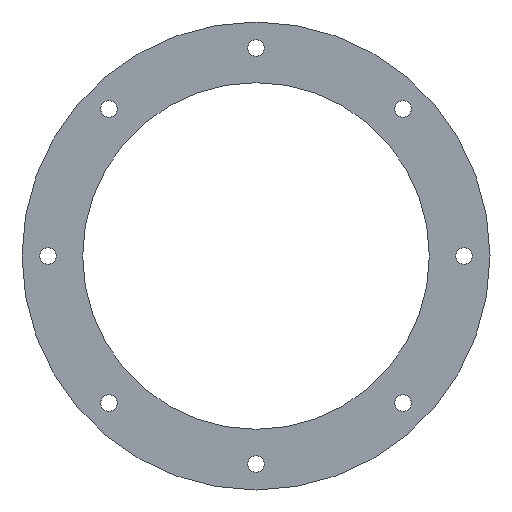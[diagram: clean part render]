
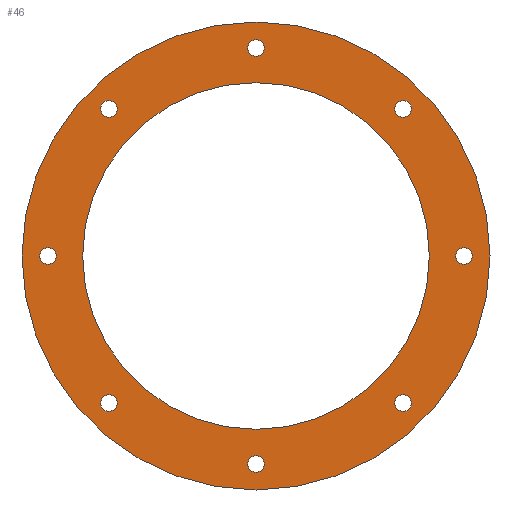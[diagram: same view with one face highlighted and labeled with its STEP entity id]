
A CAD part, left-side view. The second image highlights one B-rep face of the part: STEP entity #46.
In plain terms, the highlighted planar face has unit normal (-1, 0, 0).
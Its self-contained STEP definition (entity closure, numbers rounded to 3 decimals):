
#46 = ADVANCED_FACE( '', ( #97, #98, #99, #100, #101, #102, #103, #104, #105, #106 ), #107, .T. );
#97 = FACE_BOUND( '', #168, .T. );
#98 = FACE_BOUND( '', #169, .T. );
#99 = FACE_BOUND( '', #170, .T. );
#100 = FACE_BOUND( '', #171, .T. );
#101 = FACE_BOUND( '', #172, .T. );
#102 = FACE_BOUND( '', #173, .T. );
#103 = FACE_BOUND( '', #174, .T. );
#104 = FACE_BOUND( '', #175, .T. );
#105 = FACE_BOUND( '', #176, .T. );
#106 = FACE_OUTER_BOUND( '', #177, .T. );
#107 = PLANE( '', #178 );
#168 = EDGE_LOOP( '', ( #243 ) );
#169 = EDGE_LOOP( '', ( #244 ) );
#170 = EDGE_LOOP( '', ( #245 ) );
#171 = EDGE_LOOP( '', ( #246 ) );
#172 = EDGE_LOOP( '', ( #247 ) );
#173 = EDGE_LOOP( '', ( #248 ) );
#174 = EDGE_LOOP( '', ( #249 ) );
#175 = EDGE_LOOP( '', ( #250 ) );
#176 = EDGE_LOOP( '', ( #251 ) );
#177 = EDGE_LOOP( '', ( #252 ) );
#178 = AXIS2_PLACEMENT_3D( '', #253, #254, #255 );
#243 = ORIENTED_EDGE( '', *, *, #316, .T. );
#244 = ORIENTED_EDGE( '', *, *, #317, .T. );
#245 = ORIENTED_EDGE( '', *, *, #308, .T. );
#246 = ORIENTED_EDGE( '', *, *, #305, .T. );
#247 = ORIENTED_EDGE( '', *, *, #302, .T. );
#248 = ORIENTED_EDGE( '', *, *, #318, .T. );
#249 = ORIENTED_EDGE( '', *, *, #319, .T. );
#250 = ORIENTED_EDGE( '', *, *, #320, .T. );
#251 = ORIENTED_EDGE( '', *, *, #314, .T. );
#252 = ORIENTED_EDGE( '', *, *, #310, .F. );
#253 = CARTESIAN_POINT( '', ( 0., 135., 0. ) );
#254 = DIRECTION( '', ( -1., 0., 0. ) );
#255 = DIRECTION( '', ( 0., 0., 1. ) );
#302 = EDGE_CURVE( '', #335, #335, #336, .T. );
#305 = EDGE_CURVE( '', #340, #340, #341, .T. );
#308 = EDGE_CURVE( '', #345, #345, #346, .T. );
#310 = EDGE_CURVE( '', #348, #348, #349, .T. );
#314 = EDGE_CURVE( '', #355, #355, #356, .T. );
#316 = EDGE_CURVE( '', #358, #358, #359, .T. );
#317 = EDGE_CURVE( '', #360, #360, #361, .T. );
#318 = EDGE_CURVE( '', #362, #362, #363, .T. );
#319 = EDGE_CURVE( '', #364, #364, #365, .T. );
#320 = EDGE_CURVE( '', #366, #366, #367, .T. );
#335 = VERTEX_POINT( '', #387 );
#336 = CIRCLE( '', #388, 4.75 );
#340 = VERTEX_POINT( '', #392 );
#341 = CIRCLE( '', #393, 4.75 );
#345 = VERTEX_POINT( '', #397 );
#346 = CIRCLE( '', #398, 4.75 );
#348 = VERTEX_POINT( '', #400 );
#349 = CIRCLE( '', #401, 135. );
#355 = VERTEX_POINT( '', #407 );
#356 = CIRCLE( '', #408, 4.75 );
#358 = VERTEX_POINT( '', #410 );
#359 = CIRCLE( '', #411, 100. );
#360 = VERTEX_POINT( '', #412 );
#361 = CIRCLE( '', #413, 4.75 );
#362 = VERTEX_POINT( '', #414 );
#363 = CIRCLE( '', #415, 4.75 );
#364 = VERTEX_POINT( '', #416 );
#365 = CIRCLE( '', #417, 4.75 );
#366 = VERTEX_POINT( '', #418 );
#367 = CIRCLE( '', #419, 4.75 );
#387 = CARTESIAN_POINT( '', ( 0., -120., -4.75 ) );
#388 = AXIS2_PLACEMENT_3D( '', #439, #440, #441 );
#392 = CARTESIAN_POINT( '', ( 0., -84.853, -89.603 ) );
#393 = AXIS2_PLACEMENT_3D( '', #445, #446, #447 );
#397 = CARTESIAN_POINT( '', ( 0., 0., -124.75 ) );
#398 = AXIS2_PLACEMENT_3D( '', #451, #452, #453 );
#400 = CARTESIAN_POINT( '', ( 0., 0., -135. ) );
#401 = AXIS2_PLACEMENT_3D( '', #454, #455, #456 );
#407 = CARTESIAN_POINT( '', ( 0., 84.853, -89.603 ) );
#408 = AXIS2_PLACEMENT_3D( '', #463, #464, #465 );
#410 = CARTESIAN_POINT( '', ( 0., 0., -100. ) );
#411 = AXIS2_PLACEMENT_3D( '', #466, #467, #468 );
#412 = CARTESIAN_POINT( '', ( 0., 120., -4.75 ) );
#413 = AXIS2_PLACEMENT_3D( '', #469, #470, #471 );
#414 = CARTESIAN_POINT( '', ( 0., -84.853, 80.103 ) );
#415 = AXIS2_PLACEMENT_3D( '', #472, #473, #474 );
#416 = CARTESIAN_POINT( '', ( 0., 0., 115.25 ) );
#417 = AXIS2_PLACEMENT_3D( '', #475, #476, #477 );
#418 = CARTESIAN_POINT( '', ( 0., 84.853, 80.103 ) );
#419 = AXIS2_PLACEMENT_3D( '', #478, #479, #480 );
#439 = CARTESIAN_POINT( '', ( 0., -120., 0. ) );
#440 = DIRECTION( '', ( 1., 0., 0. ) );
#441 = DIRECTION( '', ( 0., 0., -1. ) );
#445 = CARTESIAN_POINT( '', ( 0., -84.853, -84.853 ) );
#446 = DIRECTION( '', ( 1., 0., 0. ) );
#447 = DIRECTION( '', ( 0., 0., -1. ) );
#451 = CARTESIAN_POINT( '', ( 0., 0., -120. ) );
#452 = DIRECTION( '', ( 1., 0., 0. ) );
#453 = DIRECTION( '', ( 0., 0., -1. ) );
#454 = CARTESIAN_POINT( '', ( 0., 0., 0. ) );
#455 = DIRECTION( '', ( 1., 0., 0. ) );
#456 = DIRECTION( '', ( 0., 0., -1. ) );
#463 = CARTESIAN_POINT( '', ( 0., 84.853, -84.853 ) );
#464 = DIRECTION( '', ( 1., 0., 0. ) );
#465 = DIRECTION( '', ( 0., 0., -1. ) );
#466 = CARTESIAN_POINT( '', ( 0., 0., 0. ) );
#467 = DIRECTION( '', ( 1., 0., 0. ) );
#468 = DIRECTION( '', ( 0., 0., -1. ) );
#469 = CARTESIAN_POINT( '', ( 0., 120., 0. ) );
#470 = DIRECTION( '', ( 1., 0., 0. ) );
#471 = DIRECTION( '', ( 0., 0., -1. ) );
#472 = CARTESIAN_POINT( '', ( 0., -84.853, 84.853 ) );
#473 = DIRECTION( '', ( 1., 0., 0. ) );
#474 = DIRECTION( '', ( 0., 0., -1. ) );
#475 = CARTESIAN_POINT( '', ( 0., 0., 120. ) );
#476 = DIRECTION( '', ( 1., 0., 0. ) );
#477 = DIRECTION( '', ( 0., 0., -1. ) );
#478 = CARTESIAN_POINT( '', ( 0., 84.853, 84.853 ) );
#479 = DIRECTION( '', ( 1., 0., 0. ) );
#480 = DIRECTION( '', ( 0., 0., -1. ) );
